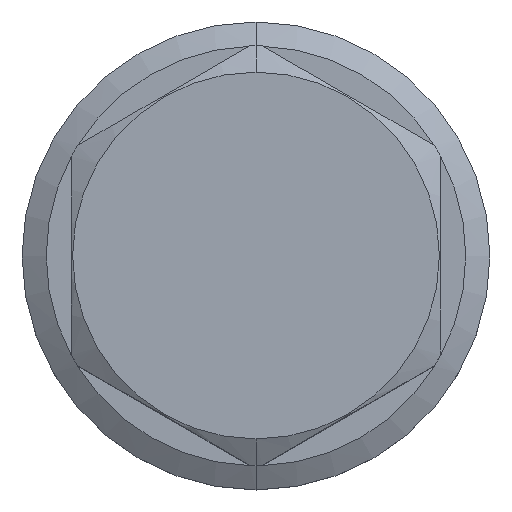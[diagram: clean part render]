
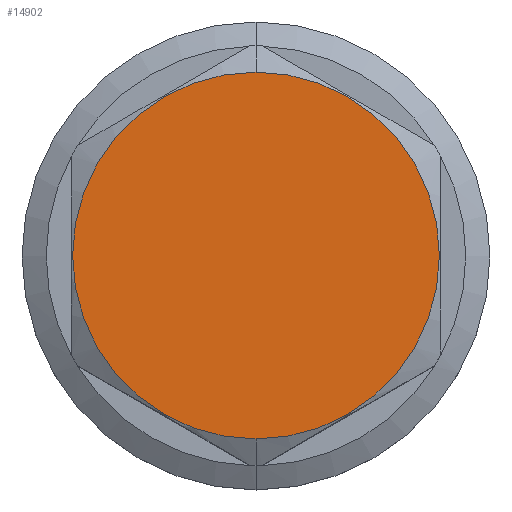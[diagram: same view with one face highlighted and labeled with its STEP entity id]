
A CAD part, top view. The second image highlights one B-rep face of the part: STEP entity #14902.
In plain terms, the highlighted planar face has unit normal (0, 0, 1).
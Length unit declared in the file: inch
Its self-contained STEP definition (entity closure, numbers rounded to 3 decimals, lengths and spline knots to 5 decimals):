
#7905=CARTESIAN_POINT('',(0.,0.,4.313));
#7906=DIRECTION('',(0.,0.,1.));
#7907=DIRECTION('',(0.,-1.,0.));
#7908=AXIS2_PLACEMENT_3D('',#7905,#7906,#7907);
#7910=CARTESIAN_POINT('',(0.,0.,4.313));
#7911=DIRECTION('',(0.,0.,1.));
#7912=DIRECTION('',(0.,1.,0.));
#7913=AXIS2_PLACEMENT_3D('',#7910,#7911,#7912);
#8034=CARTESIAN_POINT('',(0.,-0.807,4.313));
#8035=CARTESIAN_POINT('',(0.,0.807,4.313));
#8036=VERTEX_POINT('',#8034);
#8037=VERTEX_POINT('',#8035);
#14893=CARTESIAN_POINT('',(0.,0.,4.313));
#14894=DIRECTION('',(0.,0.,1.));
#14895=DIRECTION('',(0.,1.,0.));
#14896=AXIS2_PLACEMENT_3D('',#14893,#14894,#14895);
#14897=PLANE('',#14896);
#14898=ORIENTED_EDGE('',*,*,#8533,.F.);
#14899=ORIENTED_EDGE('',*,*,#14884,.F.);
#14900=EDGE_LOOP('',(#14898,#14899));
#14901=FACE_OUTER_BOUND('',#14900,.F.);
#14902=ADVANCED_FACE('',(#14901),#14897,.T.);
#7909=CIRCLE('',#7908,0.807);
#7914=CIRCLE('',#7913,0.807);
#8533=EDGE_CURVE('',#8036,#8037,#7909,.T.);
#14884=EDGE_CURVE('',#8037,#8036,#7914,.T.);
